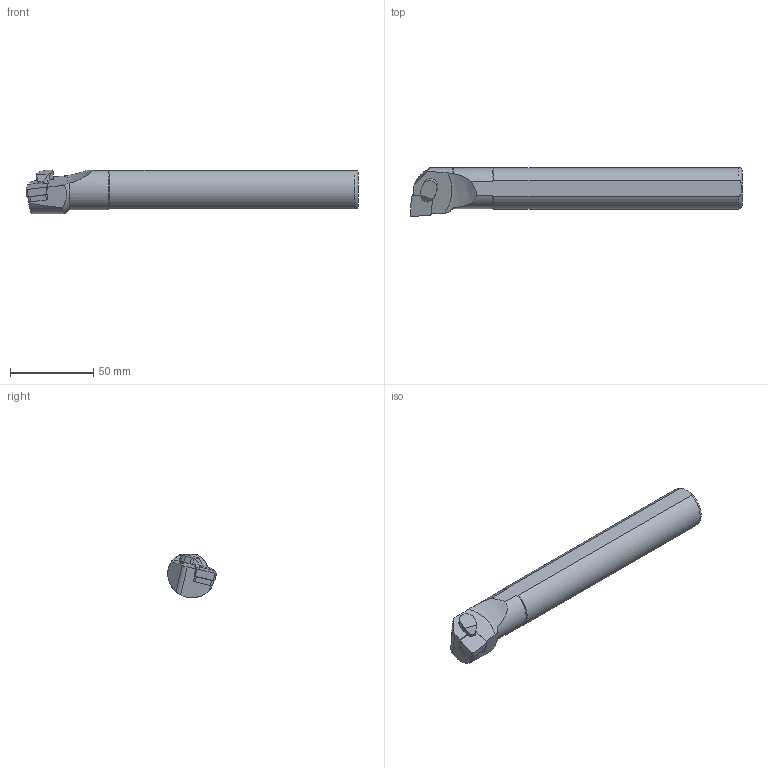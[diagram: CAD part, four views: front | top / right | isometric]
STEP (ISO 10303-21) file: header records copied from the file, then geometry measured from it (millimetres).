
FILE_DESCRIPTION(/* description */ (''),/* implementation_level */ '2;1');
FILE_NAME(/* name */ 'A25R-PCLNR-12C.stp',/* time_stamp */ '2023-10-19T08:31:25+03:00',/* author */ (''),/* organization */ (''),/* preprocessor_version */ 'ST-DEVELOPER v19.4',/* originating_system */ 'SIEMENS PLM Software NX2306.3001',/* authorisation */ '');
FILE_SCHEMA (('AUTOMOTIVE_DESIGN { 1 0 10303 214 3 1 1 1 }'));
Length unit declared in the file: millimetre
Products named in the file (1): A25R-PCLNR-12C
Bounding box: 200 x 29.5 x 26.22 mm (x, y, z)
Volume: 92452.1 mm3; surface area: 17118.9 mm2
Topology: 2 solids, 2 shells, 62 faces, 167 edges, 110 vertices
Faces by surface type: plane 34, cylinder 23, cone 3, torus 1, bspline 1
Entity records: 2936 total; most frequent: CARTESIAN_POINT 1278, ORIENTED_EDGE 330, DIRECTION 322, EDGE_CURVE 165, AXIS2_PLACEMENT_3D 115, VERTEX_POINT 109, LINE 92, VECTOR 92
